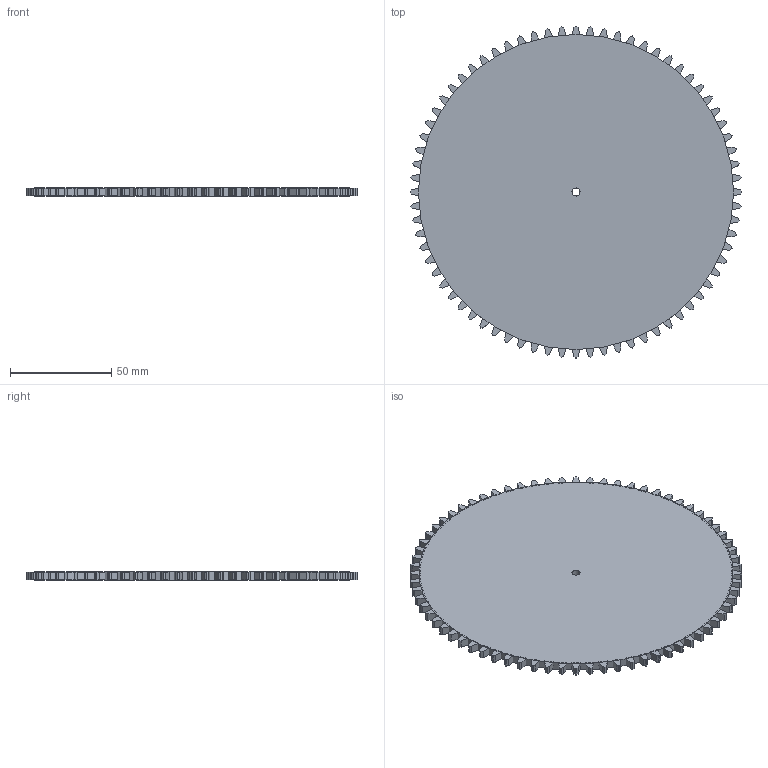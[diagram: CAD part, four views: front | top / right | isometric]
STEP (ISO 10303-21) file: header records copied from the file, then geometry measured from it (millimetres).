
FILE_DESCRIPTION(('HOOPS Exchange Step'),'2;1');
FILE_NAME('temp_export','2023-08-11T09:12:57-05:00',('mobile'),('Shapr3D Limited'),'HOOPS Exchange 2023.1','Shapr3D','Authorized');
FILE_SCHEMA( ('AUTOMOTIVE_DESIGN { 1 0 10303 214 1 1 1 1 }') );
Length unit declared in the file: millimetre
Products named in the file (10): 45s (8); 45s (7); 45s (6); 45s (5); 45s (4); 45s (3); 45s (2); 45s (1); 45s; root
Assembly tree (9 placements, depth 2):
  root
    45s (8)
    45s (7)
    45s (6)
    45s (5)
    45s (4)
    45s (3)
    45s (2)
    45s (1)
    45s
Bounding box: 164.34 x 164.34 x 4 mm (x, y, z)
Volume: 80410.3 mm3; surface area: 46653.1 mm2
Topology: 73 solids, 73 shells, 580 faces, 1306 edges, 872 vertices
Faces by surface type: plane 434, cylinder 146
Full cylindrical faces by diameter (mm): 4 x1, 156 x1
Entity records: 16263 total; most frequent: DIRECTION 2782, CARTESIAN_POINT 2768, ORIENTED_EDGE 2612, EDGE_CURVE 1306, VECTOR 1010, LINE 1010, AXIS2_PLACEMENT_3D 886, VERTEX_POINT 872
